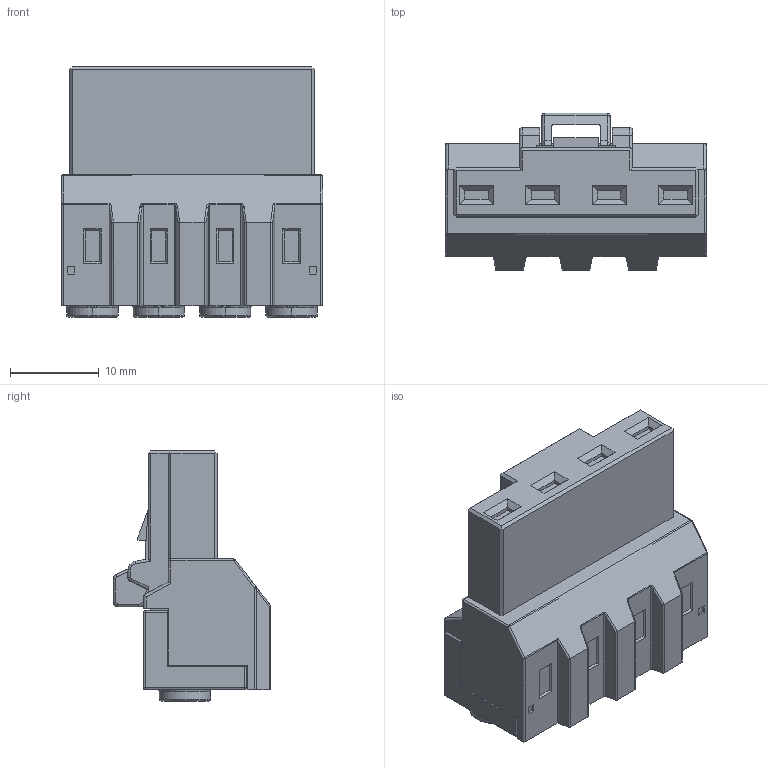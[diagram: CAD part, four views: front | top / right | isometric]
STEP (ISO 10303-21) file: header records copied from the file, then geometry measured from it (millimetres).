
FILE_DESCRIPTION(/* description */ (''),/* implementation_level */ '2;1');
FILE_NAME(/* name */ '9EDGKH-7.5-04P 20200608.prt.stp',/* time_stamp */ '2020-06-08T13:51:58+08:00',/* author */ (''),/* organization */ (''),/* preprocessor_version */ 'ST-DEVELOPER v15',/* originating_system */ 'SIEMENS PLM Software NX 8.5',/* authorisation */ '');
FILE_SCHEMA (('CONFIG_CONTROL_DESIGN'));
Length unit declared in the file: millimetre
Products named in the file (1): 9EDGKH-7.5-04P 20200608
Bounding box: 29.5 x 17.81 x 28.25 mm (x, y, z)
Volume: 7371.4 mm3; surface area: 4754.2 mm2
Topology: 1 solids, 9 shells, 678 faces, 1843 edges, 1193 vertices
Faces by surface type: plane 495, cylinder 115, torus 38, bspline 12, sphere 10, cone 8
Entity records: 21597 total; most frequent: CARTESIAN_POINT 4225, ORIENTED_EDGE 3682, DIRECTION 3465, EDGE_CURVE 1841, LINE 1507, VECTOR 1507, VERTEX_POINT 1193, AXIS2_PLACEMENT_3D 979
